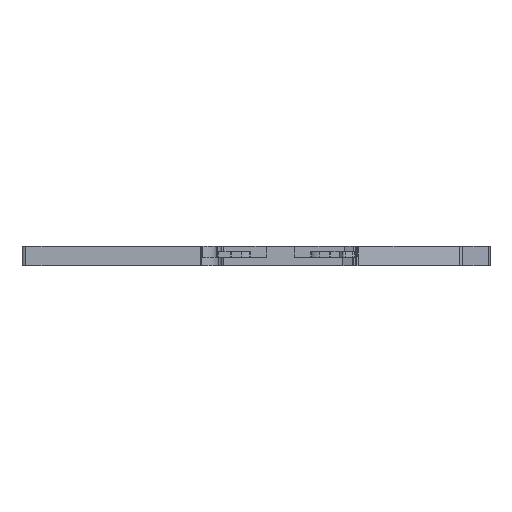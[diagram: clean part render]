
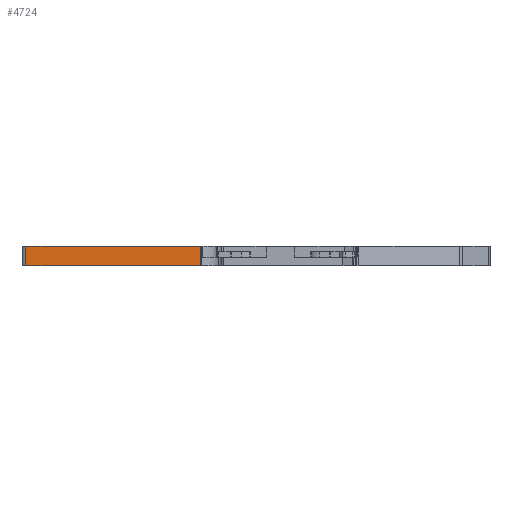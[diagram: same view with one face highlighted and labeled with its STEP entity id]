
A CAD part, front view. The second image highlights one B-rep face of the part: STEP entity #4724.
In plain terms, the highlighted planar face has unit normal (0, -1, 0).
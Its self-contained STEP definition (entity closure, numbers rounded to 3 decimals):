
#4724 = ADVANCED_FACE ( 'NONE', ( #9365 ), #17658, .F. ) ;
#5026 = CARTESIAN_POINT ( 'NONE',  ( -67.87, -41.303, -0.562 ) ) ;
#5118 = AXIS2_PLACEMENT_3D ( 'NONE', #6683, #9498, #23785 ) ;
#6683 = CARTESIAN_POINT ( 'NONE',  ( -67.87, -41.303, 4.438 ) ) ;
#7302 = EDGE_CURVE ( 'NONE', #30984, #22733, #9027, .T. ) ;
#8110 = VECTOR ( 'NONE', #33092, 1000. ) ;
#9027 = LINE ( 'NONE', #5026, #8110 ) ;
#9365 = FACE_OUTER_BOUND ( 'NONE', #12878, .T. ) ;
#9498 = DIRECTION ( 'NONE',  ( 0., 1., 0. ) ) ;
#12829 = DIRECTION ( 'NONE',  ( 0., 0., -1. ) ) ;
#12878 = EDGE_LOOP ( 'NONE', ( #26623, #22279, #15385, #13273 ) ) ;
#13273 = ORIENTED_EDGE ( 'NONE', *, *, #33594, .T. ) ;
#13704 = VECTOR ( 'NONE', #12829, 1000. ) ;
#14576 = DIRECTION ( 'NONE',  ( 0., 0., -1. ) ) ;
#15146 = LINE ( 'NONE', #33395, #21837 ) ;
#15385 = ORIENTED_EDGE ( 'NONE', *, *, #27596, .F. ) ;
#17658 = PLANE ( 'NONE',  #5118 ) ;
#20207 = CARTESIAN_POINT ( 'NONE',  ( -23.633, -41.303, 4.438 ) ) ;
#21345 = CARTESIAN_POINT ( 'NONE',  ( -23.633, -41.303, -0.562 ) ) ;
#21837 = VECTOR ( 'NONE', #25154, 1000. ) ;
#22279 = ORIENTED_EDGE ( 'NONE', *, *, #24287, .F. ) ;
#22733 = VERTEX_POINT ( 'NONE', #21345 ) ;
#23785 = DIRECTION ( 'NONE',  ( -1., 0., 0. ) ) ;
#24287 = EDGE_CURVE ( 'NONE', #35654, #22733, #27048, .T. ) ;
#24455 = VERTEX_POINT ( 'NONE', #32220 ) ;
#25154 = DIRECTION ( 'NONE',  ( 1., 0., 0. ) ) ;
#26623 = ORIENTED_EDGE ( 'NONE', *, *, #7302, .T. ) ;
#27048 = LINE ( 'NONE', #20207, #33549 ) ;
#27596 = EDGE_CURVE ( 'NONE', #24455, #35654, #15146, .T. ) ;
#29539 = CARTESIAN_POINT ( 'NONE',  ( -23.633, -41.303, 4.438 ) ) ;
#29544 = LINE ( 'NONE', #35278, #13704 ) ;
#30101 = CARTESIAN_POINT ( 'NONE',  ( -67.87, -41.303, -0.562 ) ) ;
#30984 = VERTEX_POINT ( 'NONE', #30101 ) ;
#32220 = CARTESIAN_POINT ( 'NONE',  ( -67.87, -41.303, 4.438 ) ) ;
#33092 = DIRECTION ( 'NONE',  ( 1., 0., 0. ) ) ;
#33395 = CARTESIAN_POINT ( 'NONE',  ( -67.87, -41.303, 4.438 ) ) ;
#33549 = VECTOR ( 'NONE', #14576, 1000. ) ;
#33594 = EDGE_CURVE ( 'NONE', #24455, #30984, #29544, .T. ) ;
#35278 = CARTESIAN_POINT ( 'NONE',  ( -67.87, -41.303, 4.438 ) ) ;
#35654 = VERTEX_POINT ( 'NONE', #29539 ) ;
